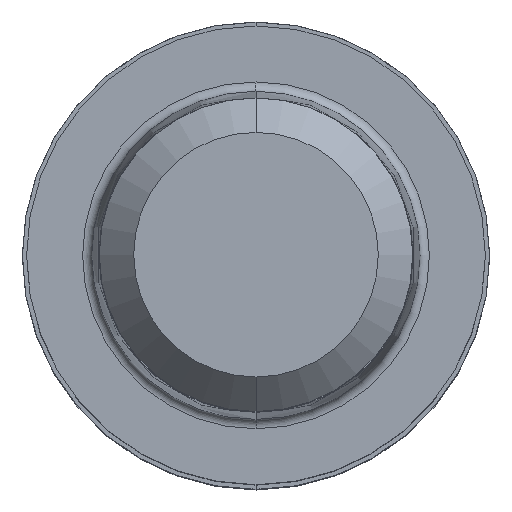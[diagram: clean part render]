
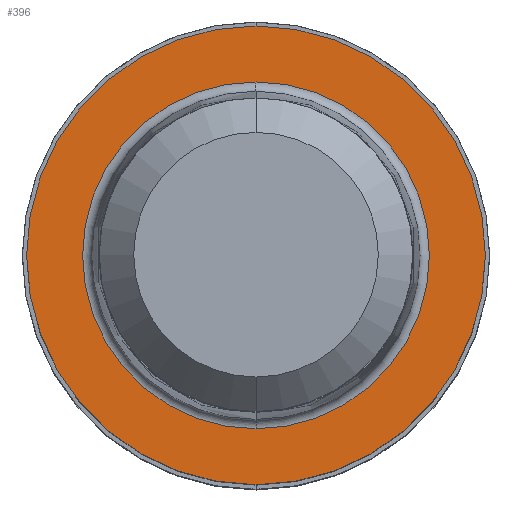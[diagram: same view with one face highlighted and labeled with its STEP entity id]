
A CAD part, top view. The second image highlights one B-rep face of the part: STEP entity #396.
In plain terms, the highlighted planar face has unit normal (0, 0, 1).
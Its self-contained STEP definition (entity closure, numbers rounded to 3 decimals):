
#216=EDGE_CURVE('',#324,#408,#510,.T.);
#240=EDGE_CURVE('',#408,#324,#538,.T.);
#290=VERTEX_POINT('',#595);
#296=EDGE_CURVE('',#290,#410,#603,.T.);
#324=VERTEX_POINT('',#634);
#326=EDGE_CURVE('',#410,#290,#636,.T.);
#396=ADVANCED_FACE('',(#714,#715),#716,.T.);
#408=VERTEX_POINT('',#731);
#410=VERTEX_POINT('',#733);
#510=CIRCLE('',#844,7.85);
#538=CIRCLE('',#880,7.85);
#595=CARTESIAN_POINT('',(0.0,5.935,0.01));
#603=CIRCLE('',#959,5.935);
#634=CARTESIAN_POINT('',(0.0,7.85,0.01));
#636=CIRCLE('',#1001,5.935);
#714=FACE_OUTER_BOUND('',#1104,.T.);
#715=FACE_BOUND('',#1105,.T.);
#716=PLANE('',#1106);
#731=CARTESIAN_POINT('',(0.,-7.85,0.01));
#733=CARTESIAN_POINT('',(0.,-5.935,0.01));
#844=AXIS2_PLACEMENT_3D('',#1226,#1227,#1228);
#880=AXIS2_PLACEMENT_3D('',#1265,#1266,#1267);
#959=AXIS2_PLACEMENT_3D('',#1358,#1359,#1360);
#1001=AXIS2_PLACEMENT_3D('',#1399,#1400,#1401);
#1104=EDGE_LOOP('',(#1502,#1503));
#1105=EDGE_LOOP('',(#1504,#1505));
#1106=AXIS2_PLACEMENT_3D('',#1506,#1507,#1508);
#1226=CARTESIAN_POINT('',(0.0,0.0,0.01));
#1227=DIRECTION('',(0.0,0.0,-1.0));
#1228=DIRECTION('',(0.0,1.0,0.0));
#1265=CARTESIAN_POINT('',(0.0,0.0,0.01));
#1266=DIRECTION('',(0.0,0.0,-1.0));
#1267=DIRECTION('',(0.0,1.0,0.0));
#1358=CARTESIAN_POINT('',(0.0,0.0,0.01));
#1359=DIRECTION('',(0.0,0.0,-1.0));
#1360=DIRECTION('',(0.0,1.0,0.0));
#1399=CARTESIAN_POINT('',(0.0,0.0,0.01));
#1400=DIRECTION('',(0.0,0.0,-1.0));
#1401=DIRECTION('',(0.0,1.0,0.0));
#1502=ORIENTED_EDGE('',*,*,#216,.F.);
#1503=ORIENTED_EDGE('',*,*,#240,.F.);
#1504=ORIENTED_EDGE('',*,*,#296,.T.);
#1505=ORIENTED_EDGE('',*,*,#326,.T.);
#1506=CARTESIAN_POINT('',(0.0,3.925,0.01));
#1507=DIRECTION('',(-0.0,0.0,1.0));
#1508=DIRECTION('',(0.0,-1.0,0.0));
